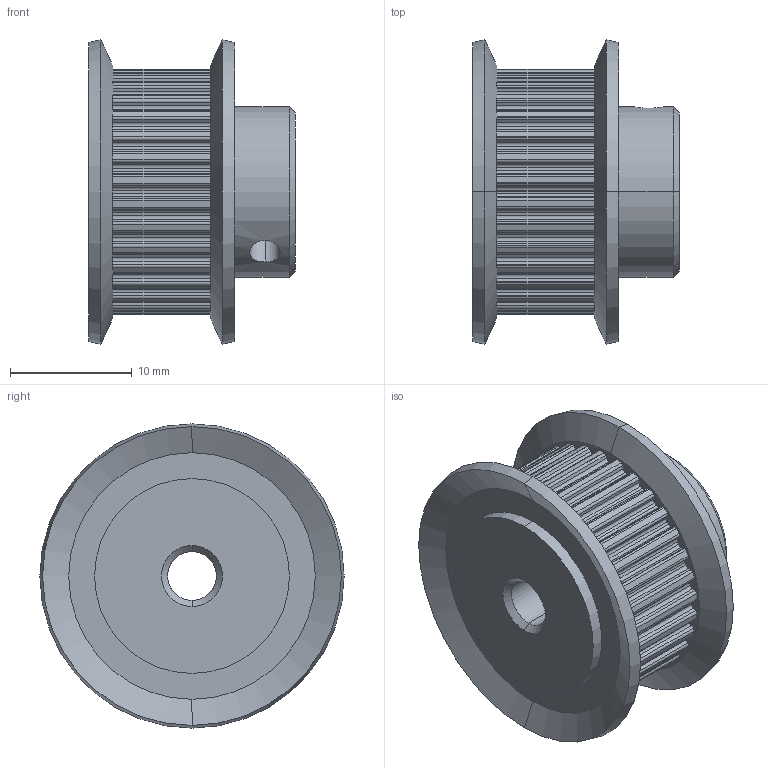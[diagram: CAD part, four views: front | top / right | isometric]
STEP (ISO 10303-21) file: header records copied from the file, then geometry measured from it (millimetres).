
FILE_DESCRIPTION (( 'STEP AP214' ), '1' );
FILE_NAME ('Timing Pulley 32T肮祭湍謫.step', '2016-10-28T04:16:41', ( 'dell' ), ( '' ), 'SwSTEP 2.0', 'SolidWorks 2013', '' );
FILE_SCHEMA (( 'AUTOMOTIVE_DESIGN' ));
Length unit declared in the file: millimetre
Products named in the file (1): Timing Pulley 32T肮祭湍謫
Bounding box: 17 x 25 x 25 mm (x, y, z)
Volume: 4310.8 mm3; surface area: 2776.2 mm2
Topology: 1 solids, 1 shells, 322 faces, 931 edges, 616 vertices
Faces by surface type: cylinder 233, plane 71, cone 18
Entity records: 11053 total; most frequent: DIRECTION 2049, CARTESIAN_POINT 2026, ORIENTED_EDGE 1862, EDGE_CURVE 931, AXIS2_PLACEMENT_3D 803, VERTEX_POINT 616, CIRCLE 480, VECTOR 443
